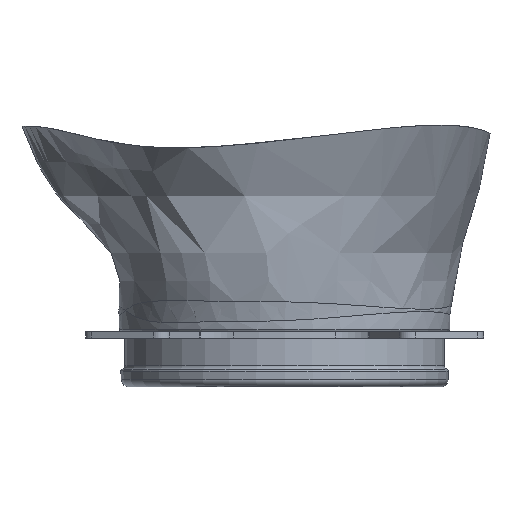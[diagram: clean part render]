
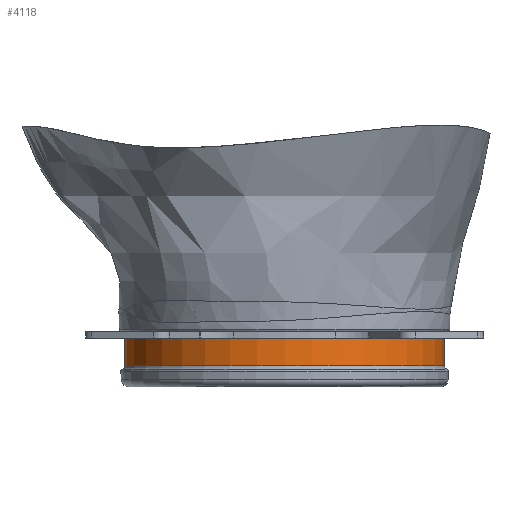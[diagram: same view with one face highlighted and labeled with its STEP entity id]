
A CAD part, left-side view. The second image highlights one B-rep face of the part: STEP entity #4118.
In plain terms, the highlighted cylindrical face has radius 41.941 mm (diameter 83.883 mm), a full revolution.
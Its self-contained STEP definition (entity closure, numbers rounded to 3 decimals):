
#198=CYLINDRICAL_SURFACE('',#4602,41.941);
#564=LINE('',#7203,#896);
#896=VECTOR('',#5820,41.941);
#1095=FACE_OUTER_BOUND('',#1345,.T.);
#1345=EDGE_LOOP('',(#3751,#3752,#3753,#3754));
#1595=CIRCLE('',#4601,41.941);
#1596=CIRCLE('',#4603,41.941);
#1991=VERTEX_POINT('',#7197);
#1992=VERTEX_POINT('',#7201);
#2580=EDGE_CURVE('',#1991,#1991,#1595,.T.);
#2581=EDGE_CURVE('',#1992,#1992,#1596,.T.);
#2582=EDGE_CURVE('',#1992,#1991,#564,.T.);
#3751=ORIENTED_EDGE('',*,*,#2581,.T.);
#3752=ORIENTED_EDGE('',*,*,#2582,.T.);
#3753=ORIENTED_EDGE('',*,*,#2580,.F.);
#3754=ORIENTED_EDGE('',*,*,#2582,.F.);
#4118=ADVANCED_FACE('',(#1095),#198,.T.);
#4601=AXIS2_PLACEMENT_3D('',#7199,#5814,#5815);
#4602=AXIS2_PLACEMENT_3D('',#7200,#5816,#5817);
#4603=AXIS2_PLACEMENT_3D('',#7202,#5818,#5819);
#5814=DIRECTION('center_axis',(0.,0.,-1.));
#5815=DIRECTION('ref_axis',(-1.,0.,0.));
#5816=DIRECTION('center_axis',(0.,0.,-1.));
#5817=DIRECTION('ref_axis',(-1.,0.,0.));
#5818=DIRECTION('center_axis',(0.,0.,-1.));
#5819=DIRECTION('ref_axis',(-1.,0.,0.));
#5820=DIRECTION('',(0.,0.,-1.));
#7197=CARTESIAN_POINT('',(41.941,0.,-14.5));
#7199=CARTESIAN_POINT('Origin',(0.,0.,
-14.5));
#7200=CARTESIAN_POINT('Origin',(0.,0.,-10.5));
#7201=CARTESIAN_POINT('',(41.941,0.,-6.5));
#7202=CARTESIAN_POINT('Origin',(0.,0.,
-6.5));
#7203=CARTESIAN_POINT('',(41.941,0.,-10.5));
